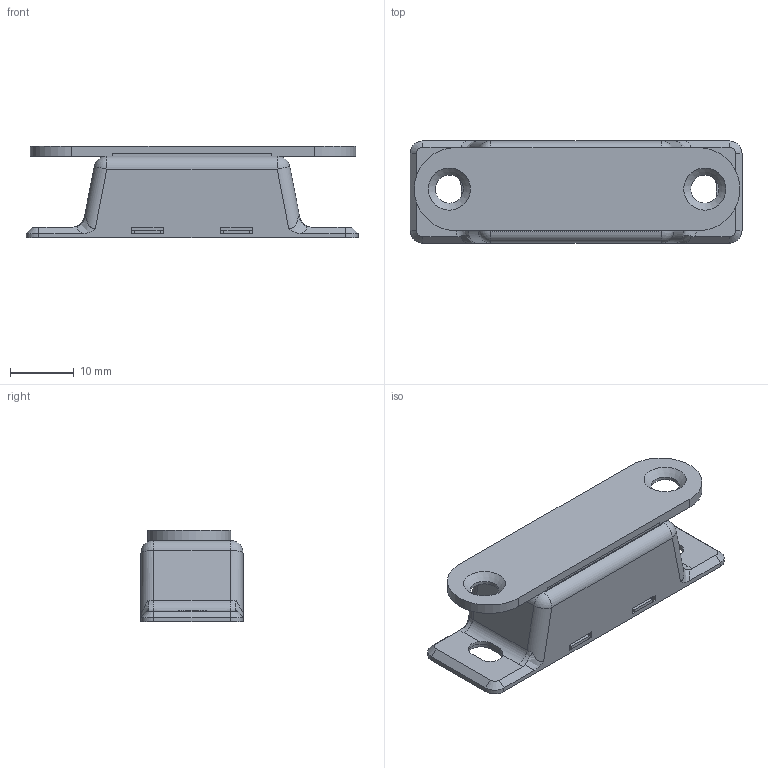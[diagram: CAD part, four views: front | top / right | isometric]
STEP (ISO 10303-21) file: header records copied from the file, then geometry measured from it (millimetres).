
FILE_DESCRIPTION(/* description */ (''),/* implementation_level */ '2;1');
FILE_NAME(/* name */ 'B-MS40-1.stp',/* time_stamp */ '2023-10-04T17:59:04+09:00',/* author */ ('user'),/* organization */ (''),/* preprocessor_version */ 'ST-DEVELOPER v15.6',/* originating_system */ 'Autodesk Inventor 2015',/* authorisation */ '');
FILE_SCHEMA (('AUTOMOTIVE_DESIGN { 1 0 10303 214 3 1 1 }'));
Length unit declared in the file: millimetre
Products named in the file (3): B-MS40-1; B-M40
Bounding box: 52 x 16 x 14.4 mm (x, y, z)
Volume: 5265.7 mm3; surface area: 10108.7 mm2
Topology: 8 solids, 8 shells, 231 faces, 612 edges, 392 vertices
Faces by surface type: plane 149, cylinder 48, bspline 16, cone 10, sphere 8
Full cylindrical faces by diameter (mm): 4.4 x2
Entity records: 7661 total; most frequent: CARTESIAN_POINT 1842, ORIENTED_EDGE 1212, DIRECTION 1148, EDGE_CURVE 606, LINE 440, VECTOR 440, VERTEX_POINT 390, AXIS2_PLACEMENT_3D 354
